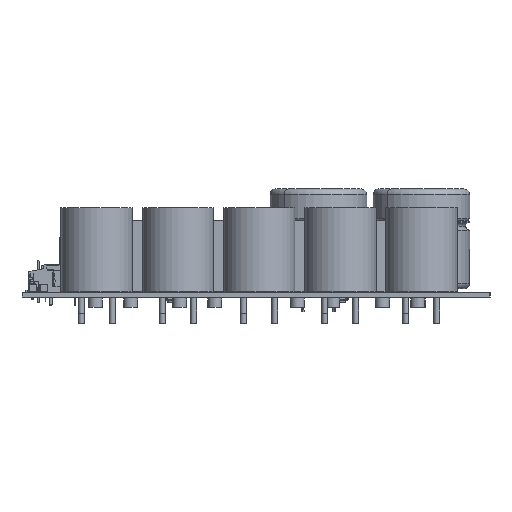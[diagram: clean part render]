
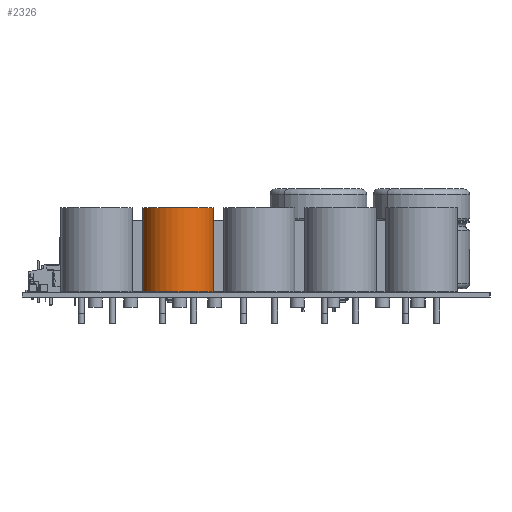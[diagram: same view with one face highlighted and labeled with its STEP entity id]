
A CAD part, left-side view. The second image highlights one B-rep face of the part: STEP entity #2326.
In plain terms, the highlighted cylindrical face has radius 11.5 mm (diameter 23 mm), a full revolution.
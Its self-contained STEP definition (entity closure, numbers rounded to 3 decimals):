
#2326 = ADVANCED_FACE('',(#2327),#2354,.T.);
#2327 = FACE_BOUND('',#2328,.T.);
#2328 = EDGE_LOOP('',(#2329,#2338,#2346,#2353));
#2329 = ORIENTED_EDGE('',*,*,#2330,.F.);
#2330 = EDGE_CURVE('',#2331,#2331,#2333,.T.);
#2331 = VERTEX_POINT('',#2332);
#2332 = CARTESIAN_POINT('',(16.5,0.,27.));
#2333 = CIRCLE('',#2334,11.5);
#2334 = AXIS2_PLACEMENT_3D('',#2335,#2336,#2337);
#2335 = CARTESIAN_POINT('',(5.,0.,27.));
#2336 = DIRECTION('',(0.,0.,1.));
#2337 = DIRECTION('',(1.,0.,0.));
#2338 = ORIENTED_EDGE('',*,*,#2339,.F.);
#2339 = EDGE_CURVE('',#2340,#2331,#2342,.T.);
#2340 = VERTEX_POINT('',#2341);
#2341 = CARTESIAN_POINT('',(16.5,0.,0.));
#2342 = LINE('',#2343,#2344);
#2343 = CARTESIAN_POINT('',(16.5,0.,0.));
#2344 = VECTOR('',#2345,1.);
#2345 = DIRECTION('',(0.,0.,1.));
#2346 = ORIENTED_EDGE('',*,*,#2347,.T.);
#2347 = EDGE_CURVE('',#2340,#2340,#2348,.T.);
#2348 = CIRCLE('',#2349,11.5);
#2349 = AXIS2_PLACEMENT_3D('',#2350,#2351,#2352);
#2350 = CARTESIAN_POINT('',(5.,0.,0.));
#2351 = DIRECTION('',(0.,0.,1.));
#2352 = DIRECTION('',(1.,0.,0.));
#2353 = ORIENTED_EDGE('',*,*,#2339,.T.);
#2354 = CYLINDRICAL_SURFACE('',#2355,11.5);
#2355 = AXIS2_PLACEMENT_3D('',#2356,#2357,#2358);
#2356 = CARTESIAN_POINT('',(5.,0.,0.));
#2357 = DIRECTION('',(0.,0.,1.));
#2358 = DIRECTION('',(1.,0.,0.));
